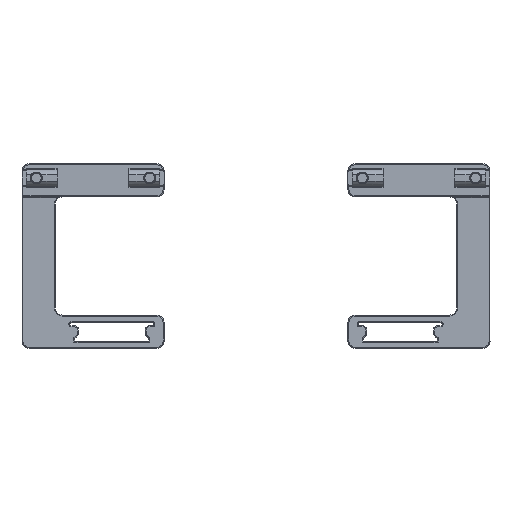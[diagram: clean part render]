
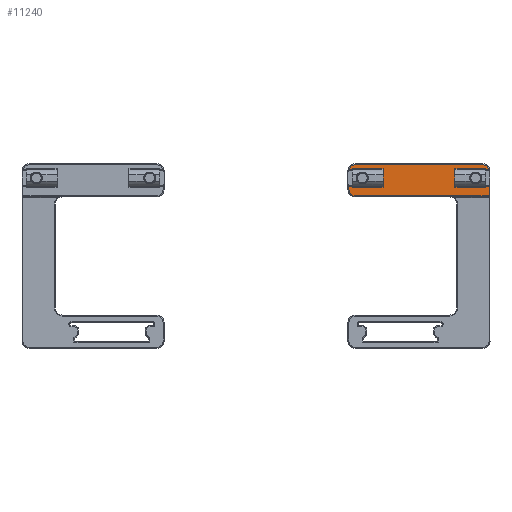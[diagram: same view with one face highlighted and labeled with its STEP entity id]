
A CAD part, left-side view. The second image highlights one B-rep face of the part: STEP entity #11240.
In plain terms, the highlighted face is planar.
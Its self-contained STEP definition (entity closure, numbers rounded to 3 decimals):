
#484=CIRCLE('',#12106,1.4);
#485=CIRCLE('',#12109,2.6);
#486=CIRCLE('',#12110,1.4);
#487=CIRCLE('',#12111,3.1);
#488=CIRCLE('',#12112,3.1);
#489=CIRCLE('',#12113,1.4);
#490=CIRCLE('',#12114,2.6);
#491=CIRCLE('',#12115,2.6);
#492=CIRCLE('',#12116,1.4);
#493=CIRCLE('',#12117,3.1);
#494=CIRCLE('',#12118,3.1);
#1128=FACE_OUTER_BOUND('',#1826,.T.);
#1826=EDGE_LOOP('',(#8134,#8135,#8136,#8137,#8138,#8139,#8140,#8141,#8142,
#8143,#8144,#8145,#8146,#8147,#8148,#8149,#8150,#8151,#8152));
#2744=LINE('',#17475,#3848);
#2746=LINE('',#17479,#3850);
#2747=LINE('',#17483,#3851);
#2748=LINE('',#17485,#3852);
#2749=LINE('',#17487,#3853);
#2750=LINE('',#17497,#3854);
#2751=LINE('',#17501,#3855);
#2752=LINE('',#17505,#3856);
#3848=VECTOR('',#13795,10.);
#3850=VECTOR('',#13799,10.);
#3851=VECTOR('',#13802,10.);
#3852=VECTOR('',#13803,10.);
#3853=VECTOR('',#13804,10.);
#3854=VECTOR('',#13813,10.);
#3855=VECTOR('',#13816,10.);
#3856=VECTOR('',#13819,10.);
#4918=VERTEX_POINT('',#17461);
#4920=VERTEX_POINT('',#17468);
#4922=VERTEX_POINT('',#17473);
#4923=VERTEX_POINT('',#17478);
#4924=VERTEX_POINT('',#17480);
#4925=VERTEX_POINT('',#17482);
#4926=VERTEX_POINT('',#17484);
#4927=VERTEX_POINT('',#17486);
#4928=VERTEX_POINT('',#17488);
#4929=VERTEX_POINT('',#17490);
#4930=VERTEX_POINT('',#17492);
#4931=VERTEX_POINT('',#17494);
#4932=VERTEX_POINT('',#17496);
#4933=VERTEX_POINT('',#17498);
#4934=VERTEX_POINT('',#17500);
#4935=VERTEX_POINT('',#17502);
#4936=VERTEX_POINT('',#17504);
#4937=VERTEX_POINT('',#17506);
#4938=VERTEX_POINT('',#17508);
#6071=EDGE_CURVE('',#4918,#4920,#484,.T.);
#6073=EDGE_CURVE('',#4920,#4922,#2744,.T.);
#6075=EDGE_CURVE('',#4922,#4923,#2746,.T.);
#6076=EDGE_CURVE('',#4923,#4924,#485,.T.);
#6077=EDGE_CURVE('',#4924,#4925,#2747,.T.);
#6078=EDGE_CURVE('',#4925,#4926,#2748,.T.);
#6079=EDGE_CURVE('',#4926,#4927,#2749,.T.);
#6080=EDGE_CURVE('',#4927,#4928,#486,.T.);
#6081=EDGE_CURVE('',#4928,#4929,#487,.T.);
#6082=EDGE_CURVE('',#4929,#4930,#488,.T.);
#6083=EDGE_CURVE('',#4930,#4931,#489,.T.);
#6084=EDGE_CURVE('',#4931,#4932,#2750,.T.);
#6085=EDGE_CURVE('',#4932,#4933,#490,.T.);
#6086=EDGE_CURVE('',#4933,#4934,#2751,.T.);
#6087=EDGE_CURVE('',#4934,#4935,#491,.T.);
#6088=EDGE_CURVE('',#4935,#4936,#2752,.T.);
#6089=EDGE_CURVE('',#4936,#4937,#492,.T.);
#6090=EDGE_CURVE('',#4937,#4938,#493,.T.);
#6091=EDGE_CURVE('',#4938,#4918,#494,.T.);
#8134=ORIENTED_EDGE('',*,*,#6073,.T.);
#8135=ORIENTED_EDGE('',*,*,#6075,.T.);
#8136=ORIENTED_EDGE('',*,*,#6076,.T.);
#8137=ORIENTED_EDGE('',*,*,#6077,.T.);
#8138=ORIENTED_EDGE('',*,*,#6078,.T.);
#8139=ORIENTED_EDGE('',*,*,#6079,.T.);
#8140=ORIENTED_EDGE('',*,*,#6080,.T.);
#8141=ORIENTED_EDGE('',*,*,#6081,.T.);
#8142=ORIENTED_EDGE('',*,*,#6082,.T.);
#8143=ORIENTED_EDGE('',*,*,#6083,.T.);
#8144=ORIENTED_EDGE('',*,*,#6084,.T.);
#8145=ORIENTED_EDGE('',*,*,#6085,.T.);
#8146=ORIENTED_EDGE('',*,*,#6086,.T.);
#8147=ORIENTED_EDGE('',*,*,#6087,.T.);
#8148=ORIENTED_EDGE('',*,*,#6088,.T.);
#8149=ORIENTED_EDGE('',*,*,#6089,.T.);
#8150=ORIENTED_EDGE('',*,*,#6090,.T.);
#8151=ORIENTED_EDGE('',*,*,#6091,.T.);
#8152=ORIENTED_EDGE('',*,*,#6071,.T.);
#10796=PLANE('',#12108);
#11240=ADVANCED_FACE('',(#1128),#10796,.F.);
#12106=AXIS2_PLACEMENT_3D('',#17470,#13790,#13791);
#12108=AXIS2_PLACEMENT_3D('',#17477,#13797,#13798);
#12109=AXIS2_PLACEMENT_3D('',#17481,#13800,#13801);
#12110=AXIS2_PLACEMENT_3D('',#17489,#13805,#13806);
#12111=AXIS2_PLACEMENT_3D('',#17491,#13807,#13808);
#12112=AXIS2_PLACEMENT_3D('',#17493,#13809,#13810);
#12113=AXIS2_PLACEMENT_3D('',#17495,#13811,#13812);
#12114=AXIS2_PLACEMENT_3D('',#17499,#13814,#13815);
#12115=AXIS2_PLACEMENT_3D('',#17503,#13817,#13818);
#12116=AXIS2_PLACEMENT_3D('',#17507,#13820,#13821);
#12117=AXIS2_PLACEMENT_3D('',#17509,#13822,#13823);
#12118=AXIS2_PLACEMENT_3D('',#17510,#13824,#13825);
#13790=DIRECTION('center_axis',(0.,0.,
-1.));
#13791=DIRECTION('ref_axis',(0.5,0.866,0.));
#13795=DIRECTION('',(0.,-1.,0.));
#13797=DIRECTION('center_axis',(0.,0.,
-1.));
#13798=DIRECTION('ref_axis',(1.,0.,0.));
#13799=DIRECTION('',(1.,0.,0.));
#13800=DIRECTION('center_axis',(0.,0.,
1.));
#13801=DIRECTION('ref_axis',(0.707,-0.707,0.));
#13802=DIRECTION('',(0.,1.,0.));
#13803=DIRECTION('',(-1.,0.,0.));
#13804=DIRECTION('',(0.,-1.,0.));
#13805=DIRECTION('center_axis',(0.,0.,
-1.));
#13806=DIRECTION('ref_axis',(0.5,-0.866,0.));
#13807=DIRECTION('center_axis',(0.,0.,
-1.));
#13808=DIRECTION('ref_axis',(-1.,0.,0.));
#13809=DIRECTION('center_axis',(0.,0.,
-1.));
#13810=DIRECTION('ref_axis',(-1.,0.,0.));
#13811=DIRECTION('center_axis',(0.,0.,
-1.));
#13812=DIRECTION('ref_axis',(-0.5,-0.866,0.));
#13813=DIRECTION('',(0.,1.,0.));
#13814=DIRECTION('center_axis',(0.,0.,
1.));
#13815=DIRECTION('ref_axis',(-0.707,0.707,0.));
#13816=DIRECTION('',(0.,-1.,0.));
#13817=DIRECTION('center_axis',(0.,0.,
1.));
#13818=DIRECTION('ref_axis',(-0.707,-0.707,0.));
#13819=DIRECTION('',(0.,1.,0.));
#13820=DIRECTION('center_axis',(0.,0.,
-1.));
#13821=DIRECTION('ref_axis',(-0.5,0.866,0.));
#13822=DIRECTION('center_axis',(0.,0.,
-1.));
#13823=DIRECTION('ref_axis',(-1.,0.,0.));
#13824=DIRECTION('center_axis',(0.,0.,
-1.));
#13825=DIRECTION('ref_axis',(-1.,0.,0.));
#17461=CARTESIAN_POINT('',(-61.107,111.643,359.));
#17468=CARTESIAN_POINT('',(-59.993,110.272,359.));
#17470=CARTESIAN_POINT('Origin',(-61.393,110.272,359.));
#17473=CARTESIAN_POINT('',(-59.993,108.137,359.));
#17475=CARTESIAN_POINT('',(-59.993,125.737,359.));
#17477=CARTESIAN_POINT('Origin',(-2.261,137.737,359.));
#17478=CARTESIAN_POINT('',(-58.393,108.137,359.));
#17479=CARTESIAN_POINT('',(1.239,108.137,359.));
#17480=CARTESIAN_POINT('',(-55.793,110.737,359.));
#17481=CARTESIAN_POINT('Origin',(-58.393,110.737,359.));
#17482=CARTESIAN_POINT('',(-55.793,167.337,359.));
#17483=CARTESIAN_POINT('',(-55.793,152.737,359.));
#17484=CARTESIAN_POINT('',(-59.993,167.337,359.));
#17485=CARTESIAN_POINT('',(-3.873,167.337,359.));
#17486=CARTESIAN_POINT('',(-59.993,165.201,359.));
#17487=CARTESIAN_POINT('',(-59.993,152.737,359.));
#17488=CARTESIAN_POINT('',(-61.107,163.83,359.));
#17489=CARTESIAN_POINT('Origin',(-61.393,165.201,359.));
#17490=CARTESIAN_POINT('',(-60.293,161.737,359.));
#17491=CARTESIAN_POINT('Origin',(-63.393,161.737,359.));
#17492=CARTESIAN_POINT('',(-65.679,163.83,359.));
#17493=CARTESIAN_POINT('Origin',(-63.393,161.737,359.));
#17494=CARTESIAN_POINT('',(-66.793,165.201,359.));
#17495=CARTESIAN_POINT('Origin',(-65.393,165.201,359.));
#17496=CARTESIAN_POINT('',(-66.793,167.306,359.));
#17497=CARTESIAN_POINT('',(-66.793,149.737,359.));
#17498=CARTESIAN_POINT('',(-68.993,164.737,359.));
#17499=CARTESIAN_POINT('Origin',(-66.393,164.737,359.));
#17500=CARTESIAN_POINT('',(-68.993,110.737,359.));
#17501=CARTESIAN_POINT('',(-68.993,122.737,359.));
#17502=CARTESIAN_POINT('',(-66.793,108.167,359.));
#17503=CARTESIAN_POINT('Origin',(-66.393,110.737,359.));
#17504=CARTESIAN_POINT('',(-66.793,110.272,359.));
#17505=CARTESIAN_POINT('',(-66.793,122.737,359.));
#17506=CARTESIAN_POINT('',(-65.679,111.643,359.));
#17507=CARTESIAN_POINT('Origin',(-65.393,110.272,359.));
#17508=CARTESIAN_POINT('',(-60.293,113.737,359.));
#17509=CARTESIAN_POINT('Origin',(-63.393,113.737,359.));
#17510=CARTESIAN_POINT('Origin',(-63.393,113.737,359.));
